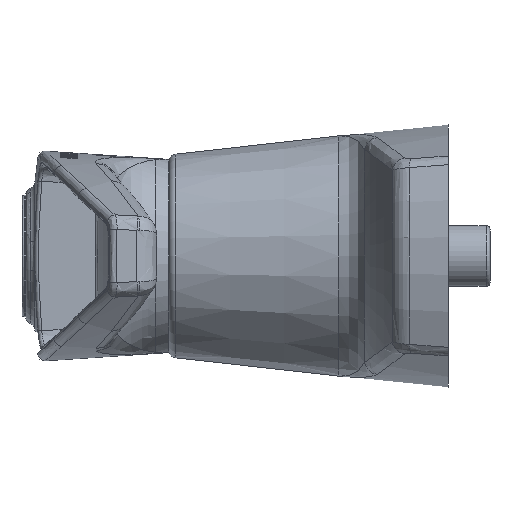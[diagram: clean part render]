
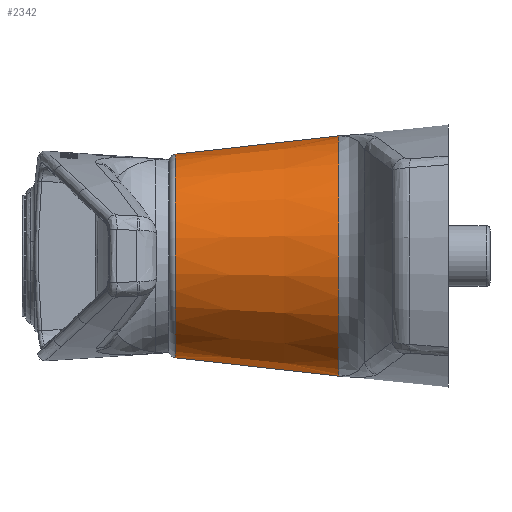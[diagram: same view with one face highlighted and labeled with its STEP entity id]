
A CAD part, left-side view. The second image highlights one B-rep face of the part: STEP entity #2342.
In plain terms, the highlighted conical face has half-angle 6.4 degrees and reference radius 15.81 mm.
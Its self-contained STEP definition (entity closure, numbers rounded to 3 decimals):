
#308 = VECTOR ( 'NONE', #22118, 1000. ) ;
#885 = CARTESIAN_POINT ( 'NONE',  ( 0., 0.324, 15.81 ) ) ;
#1020 = EDGE_CURVE ( 'NONE', #29578, #29789, #17606, .T. ) ;
#1989 = CARTESIAN_POINT ( 'NONE',  ( 0., 0.324, 0. ) ) ;
#2342 = ADVANCED_FACE ( 'NONE', ( #21212 ), #19034, .T. ) ;
#4252 = EDGE_CURVE ( 'NONE', #29578, #18273, #7348, .T. ) ;
#4430 = ORIENTED_EDGE ( 'NONE', *, *, #1020, .T. ) ;
#5866 = CARTESIAN_POINT ( 'NONE',  ( 0., 0.324, -15.81 ) ) ;
#7348 = LINE ( 'NONE', #885, #15714 ) ;
#8311 = AXIS2_PLACEMENT_3D ( 'NONE', #13033, #15475, #22560 ) ;
#11365 = CARTESIAN_POINT ( 'NONE',  ( 0., 21.811, 13.4 ) ) ;
#11386 = DIRECTION ( 'NONE',  ( 0., 0., 1. ) ) ;
#12367 = DIRECTION ( 'NONE',  ( 0., -0.994, 0.111 ) ) ;
#12623 = ORIENTED_EDGE ( 'NONE', *, *, #15121, .F. ) ;
#13033 = CARTESIAN_POINT ( 'NONE',  ( 0., 0.324, 0. ) ) ;
#15121 = EDGE_CURVE ( 'NONE', #18273, #21613, #19557, .T. ) ;
#15475 = DIRECTION ( 'NONE',  ( 0., -1., 0. ) ) ;
#15654 = EDGE_LOOP ( 'NONE', ( #26311, #4430, #26027, #12623 ) ) ;
#15714 = VECTOR ( 'NONE', #12367, 1000. ) ;
#15715 = EDGE_CURVE ( 'NONE', #29789, #21613, #28269, .T. ) ;
#16094 = DIRECTION ( 'NONE',  ( 0., -1., 0. ) ) ;
#16655 = CARTESIAN_POINT ( 'NONE',  ( 0., 0.324, 15.81 ) ) ;
#17218 = CARTESIAN_POINT ( 'NONE',  ( 0., 21.811, -13.4 ) ) ;
#17606 = CIRCLE ( 'NONE', #23255, 13.4 ) ;
#18068 = CARTESIAN_POINT ( 'NONE',  ( 0., 21.811, 0. ) ) ;
#18273 = VERTEX_POINT ( 'NONE', #16655 ) ;
#18456 = CARTESIAN_POINT ( 'NONE',  ( 0., 0.324, -15.81 ) ) ;
#19034 = CONICAL_SURFACE ( 'NONE', #8311, 15.81, 0.112 ) ;
#19557 = CIRCLE ( 'NONE', #27646, 15.81 ) ;
#21212 = FACE_OUTER_BOUND ( 'NONE', #15654, .T. ) ;
#21613 = VERTEX_POINT ( 'NONE', #18456 ) ;
#22118 = DIRECTION ( 'NONE',  ( 0., -0.994, -0.111 ) ) ;
#22560 = DIRECTION ( 'NONE',  ( 0., 0., -1. ) ) ;
#23255 = AXIS2_PLACEMENT_3D ( 'NONE', #18068, #29991, #11386 ) ;
#25226 = DIRECTION ( 'NONE',  ( 0., 0., -1. ) ) ;
#26027 = ORIENTED_EDGE ( 'NONE', *, *, #15715, .T. ) ;
#26311 = ORIENTED_EDGE ( 'NONE', *, *, #4252, .F. ) ;
#27646 = AXIS2_PLACEMENT_3D ( 'NONE', #1989, #16094, #25226 ) ;
#28269 = LINE ( 'NONE', #5866, #308 ) ;
#29578 = VERTEX_POINT ( 'NONE', #11365 ) ;
#29789 = VERTEX_POINT ( 'NONE', #17218 ) ;
#29991 = DIRECTION ( 'NONE',  ( 0., -1., 0. ) ) ;
